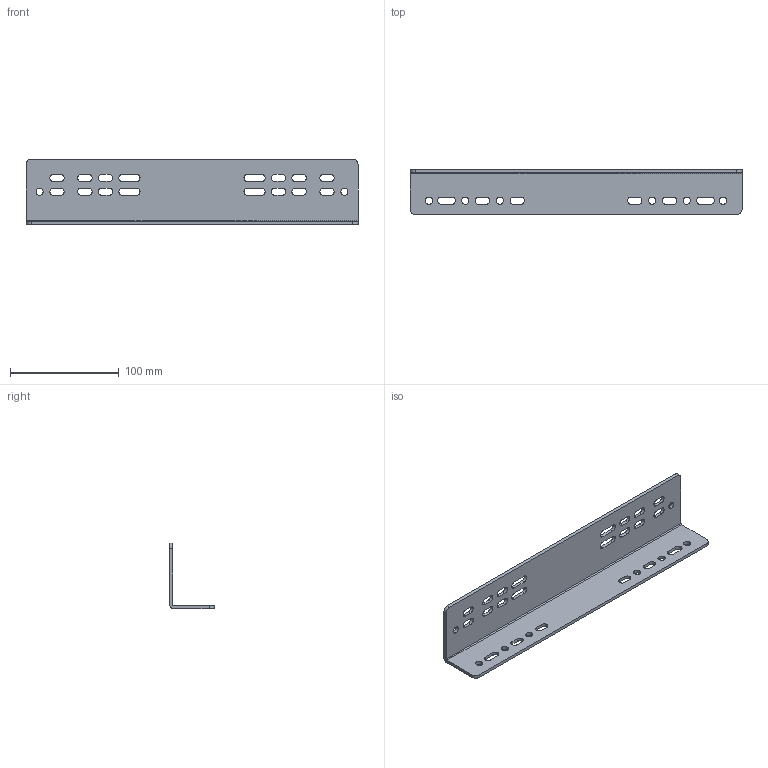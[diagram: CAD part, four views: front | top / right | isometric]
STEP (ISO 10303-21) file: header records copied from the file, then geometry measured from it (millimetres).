
FILE_DESCRIPTION (( 'STEP AP203' ), '1' );
FILE_NAME ('DETEC-004-001-00 Montagewinkel 305.STEP', '2021-11-09T09:27:16', ( '' ), ( '' ), 'SwSTEP 2.0', 'SolidWorks 2019', '' );
FILE_SCHEMA (( 'CONFIG_CONTROL_DESIGN' ));
Length unit declared in the file: millimetre
Products named in the file (1): DETEC-004-001-00 Montagewinkel 305
Bounding box: 305 x 41.3 x 60.3 mm (x, y, z)
Volume: 82599 mm3; surface area: 60380.5 mm2
Topology: 1 solids, 1 shells, 118 faces, 348 edges, 232 vertices
Faces by surface type: cylinder 66, plane 52
Entity records: 4181 total; most frequent: DIRECTION 718, CARTESIAN_POINT 699, ORIENTED_EDGE 696, EDGE_CURVE 348, AXIS2_PLACEMENT_3D 251, VERTEX_POINT 232, LINE 216, VECTOR 216
